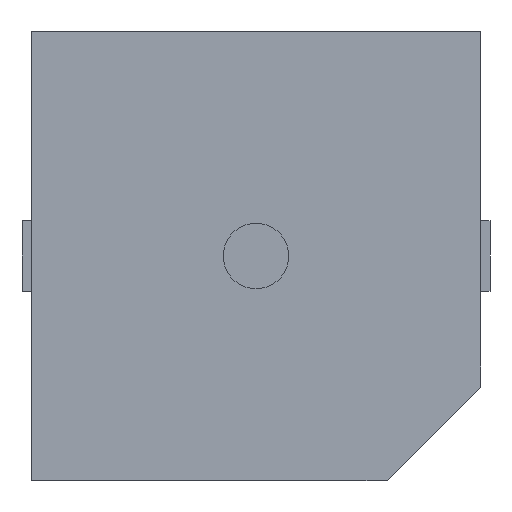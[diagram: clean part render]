
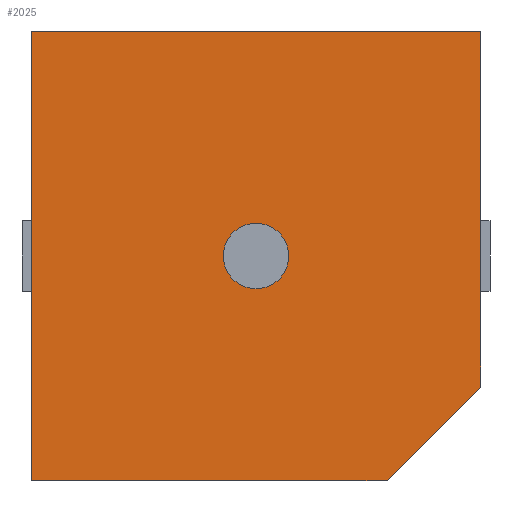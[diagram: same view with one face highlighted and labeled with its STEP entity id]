
A CAD part, front view. The second image highlights one B-rep face of the part: STEP entity #2025.
In plain terms, the highlighted planar face has unit normal (0, -1, 0).
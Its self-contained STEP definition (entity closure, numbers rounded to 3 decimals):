
#126=PLANE('',#2167);
#246=LINE('',#2910,#495);
#251=LINE('',#2918,#500);
#254=LINE('',#2924,#503);
#258=LINE('',#2931,#507);
#260=LINE('',#2934,#509);
#495=VECTOR('',#2367,9.6);
#500=VECTOR('',#2374,9.6);
#503=VECTOR('',#2379,7.6);
#507=VECTOR('',#2385,2.828);
#509=VECTOR('',#2389,7.6);
#729=FACE_BOUND('',#879,.T.);
#754=FACE_OUTER_BOUND('',#878,.T.);
#878=EDGE_LOOP('',(#1554,#1555,#1556,#1557,#1558));
#879=EDGE_LOOP('',(#1559));
#980=CIRCLE('',#2132,0.7);
#999=VERTEX_POINT('',#2817);
#1033=VERTEX_POINT('',#2908);
#1034=VERTEX_POINT('',#2909);
#1036=VERTEX_POINT('',#2917);
#1038=VERTEX_POINT('',#2923);
#1040=VERTEX_POINT('',#2930);
#1182=EDGE_CURVE('',#999,#999,#980,.T.);
#1225=EDGE_CURVE('',#1033,#1034,#246,.T.);
#1230=EDGE_CURVE('',#1034,#1036,#251,.T.);
#1233=EDGE_CURVE('',#1036,#1038,#254,.T.);
#1237=EDGE_CURVE('',#1038,#1040,#258,.T.);
#1239=EDGE_CURVE('',#1040,#1033,#260,.T.);
#1554=ORIENTED_EDGE('',*,*,#1225,.F.);
#1555=ORIENTED_EDGE('',*,*,#1239,.F.);
#1556=ORIENTED_EDGE('',*,*,#1237,.F.);
#1557=ORIENTED_EDGE('',*,*,#1233,.F.);
#1558=ORIENTED_EDGE('',*,*,#1230,.F.);
#1559=ORIENTED_EDGE('',*,*,#1182,.F.);
#2025=ADVANCED_FACE('',(#754,#729),#126,.T.);
#2132=AXIS2_PLACEMENT_3D('',#2818,#2280,#2281);
#2167=AXIS2_PLACEMENT_3D('',#2937,#2393,#2394);
#2280=DIRECTION('center_axis',(0.,-1.,0.));
#2281=DIRECTION('ref_axis',(0.,0.,-1.));
#2367=DIRECTION('',(0.,0.,1.));
#2374=DIRECTION('',(1.,0.,0.));
#2379=DIRECTION('',(0.,0.,-1.));
#2385=DIRECTION('',(-0.707,0.,-0.707));
#2389=DIRECTION('',(-1.,0.,0.));
#2393=DIRECTION('center_axis',(0.,-1.,0.));
#2394=DIRECTION('ref_axis',(0.,0.,-1.));
#2817=CARTESIAN_POINT('',(0.,0.,-0.7));
#2818=CARTESIAN_POINT('Origin',(0.,0.,0.));
#2908=CARTESIAN_POINT('',(-4.8,0.,-4.8));
#2909=CARTESIAN_POINT('',(-4.8,0.,4.8));
#2910=CARTESIAN_POINT('',(-4.8,0.,4.8));
#2917=CARTESIAN_POINT('',(4.8,0.,4.8));
#2918=CARTESIAN_POINT('',(-4.8,0.,4.8));
#2923=CARTESIAN_POINT('',(4.8,0.,-2.8));
#2924=CARTESIAN_POINT('',(4.8,0.,4.8));
#2930=CARTESIAN_POINT('',(2.8,0.,-4.8));
#2931=CARTESIAN_POINT('',(2.8,0.,-4.8));
#2934=CARTESIAN_POINT('',(-4.8,0.,-4.8));
#2937=CARTESIAN_POINT('Origin',(0.,0.,0.));
